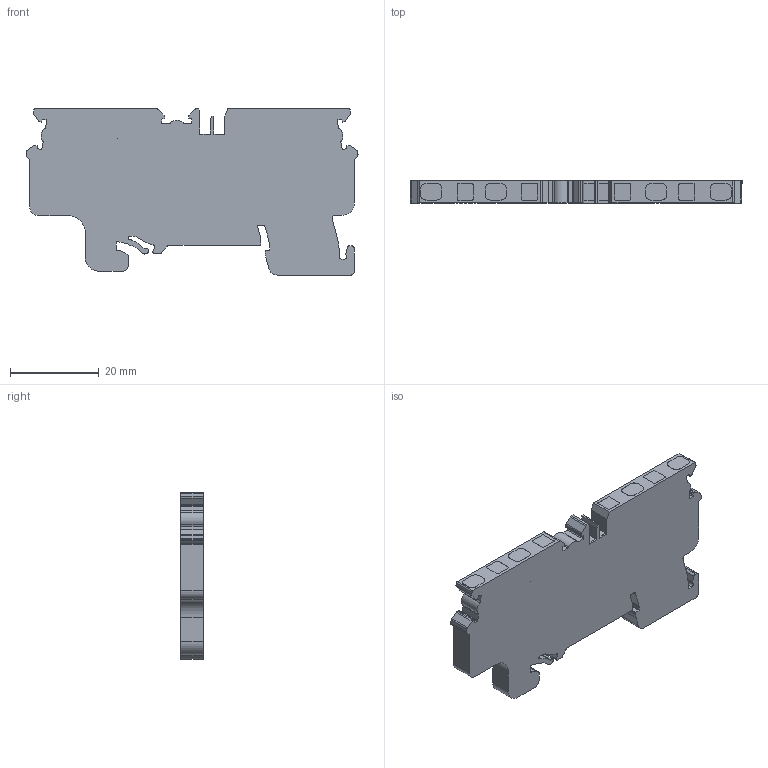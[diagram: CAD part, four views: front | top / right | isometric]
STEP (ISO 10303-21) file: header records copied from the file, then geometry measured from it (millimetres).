
FILE_DESCRIPTION (( 'STEP AP214' ), '1' );
FILE_NAME ('CX2.5_4BU.STEP', '2024-11-20T07:53:41', ( '' ), ( '' ), 'SwSTEP 2.0', 'SolidWorks 2022', '' );
FILE_SCHEMA (( 'AUTOMOTIVE_DESIGN' ));
Length unit declared in the file: millimetre
Products named in the file (1): CX2.5_4BU
Bounding box: 74.7 x 5 x 37.4 mm (x, y, z)
Volume: 11040.1 mm3; surface area: 5961.4 mm2
Topology: 1 solids, 1 shells, 270 faces, 780 edges, 521 vertices
Faces by surface type: plane 144, cylinder 125, bspline 1
Entity records: 9088 total; most frequent: CARTESIAN_POINT 1585, DIRECTION 1568, ORIENTED_EDGE 1560, EDGE_CURVE 780, LINE 528, VECTOR 528, VERTEX_POINT 521, AXIS2_PLACEMENT_3D 520
